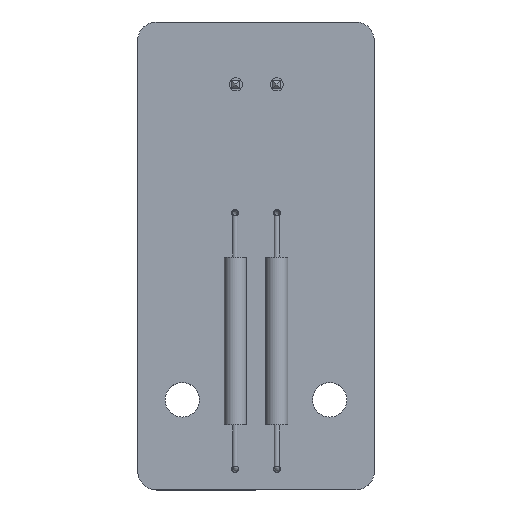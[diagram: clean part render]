
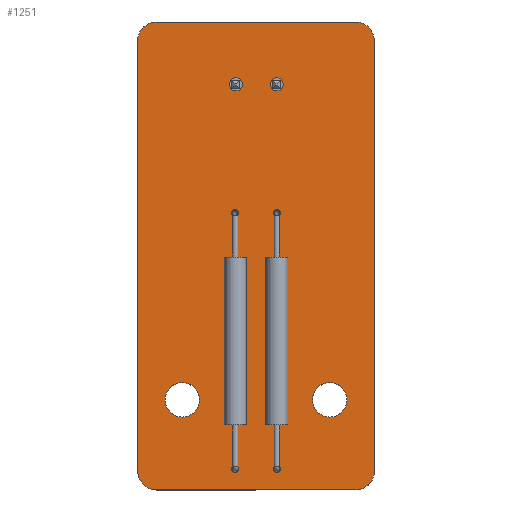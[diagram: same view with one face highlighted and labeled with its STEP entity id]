
A CAD part, top view. The second image highlights one B-rep face of the part: STEP entity #1251.
In plain terms, the highlighted planar face has unit normal (0, 0, 1).
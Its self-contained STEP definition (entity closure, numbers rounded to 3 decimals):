
#84=FACE_BOUND('',#256,.T.);
#85=FACE_BOUND('',#257,.T.);
#86=FACE_BOUND('',#258,.T.);
#87=FACE_BOUND('',#259,.T.);
#88=FACE_BOUND('',#260,.T.);
#89=FACE_BOUND('',#261,.T.);
#90=FACE_BOUND('',#262,.T.);
#91=FACE_BOUND('',#263,.T.);
#110=PLANE('',#1427);
#179=FACE_OUTER_BOUND('',#255,.T.);
#255=EDGE_LOOP('',(#963,#964,#965,#966,#967,#968,#969,#970,#971,#972,#973));
#256=EDGE_LOOP('',(#974));
#257=EDGE_LOOP('',(#975));
#258=EDGE_LOOP('',(#976));
#259=EDGE_LOOP('',(#977));
#260=EDGE_LOOP('',(#978));
#261=EDGE_LOOP('',(#979));
#262=EDGE_LOOP('',(#980));
#263=EDGE_LOOP('',(#981));
#342=LINE('',#1965,#469);
#345=LINE('',#1971,#472);
#349=LINE('',#1983,#476);
#352=LINE('',#1989,#479);
#356=LINE('',#2001,#483);
#359=LINE('',#2007,#486);
#363=LINE('',#2017,#490);
#469=VECTOR('',#1584,10.);
#472=VECTOR('',#1589,10.);
#476=VECTOR('',#1601,10.);
#479=VECTOR('',#1606,10.);
#483=VECTOR('',#1618,10.);
#486=VECTOR('',#1623,10.);
#490=VECTOR('',#1635,10.);
#585=CIRCLE('',#1385,2.1);
#587=CIRCLE('',#1388,2.1);
#590=CIRCLE('',#1392,0.8);
#592=CIRCLE('',#1395,0.425);
#594=CIRCLE('',#1398,0.425);
#596=CIRCLE('',#1401,0.425);
#598=CIRCLE('',#1404,0.8);
#600=CIRCLE('',#1407,0.425);
#602=CIRCLE('',#1410,2.286);
#604=CIRCLE('',#1415,2.286);
#606=CIRCLE('',#1420,2.286);
#608=CIRCLE('',#1425,2.286);
#621=VERTEX_POINT('',#1905);
#623=VERTEX_POINT('',#1911);
#626=VERTEX_POINT('',#1919);
#628=VERTEX_POINT('',#1925);
#630=VERTEX_POINT('',#1931);
#632=VERTEX_POINT('',#1937);
#634=VERTEX_POINT('',#1943);
#636=VERTEX_POINT('',#1949);
#639=VERTEX_POINT('',#1956);
#640=VERTEX_POINT('',#1958);
#642=VERTEX_POINT('',#1964);
#644=VERTEX_POINT('',#1970);
#646=VERTEX_POINT('',#1976);
#648=VERTEX_POINT('',#1982);
#650=VERTEX_POINT('',#1988);
#652=VERTEX_POINT('',#1994);
#654=VERTEX_POINT('',#2000);
#656=VERTEX_POINT('',#2006);
#658=VERTEX_POINT('',#2012);
#723=EDGE_CURVE('',#621,#621,#585,.T.);
#726=EDGE_CURVE('',#623,#623,#587,.T.);
#731=EDGE_CURVE('',#626,#626,#590,.T.);
#734=EDGE_CURVE('',#628,#628,#592,.T.);
#737=EDGE_CURVE('',#630,#630,#594,.T.);
#740=EDGE_CURVE('',#632,#632,#596,.T.);
#743=EDGE_CURVE('',#634,#634,#598,.T.);
#746=EDGE_CURVE('',#636,#636,#600,.T.);
#749=EDGE_CURVE('',#640,#639,#602,.T.);
#752=EDGE_CURVE('',#642,#640,#342,.T.);
#755=EDGE_CURVE('',#644,#642,#345,.T.);
#758=EDGE_CURVE('',#646,#644,#604,.T.);
#761=EDGE_CURVE('',#648,#646,#349,.T.);
#764=EDGE_CURVE('',#650,#648,#352,.T.);
#767=EDGE_CURVE('',#652,#650,#606,.T.);
#770=EDGE_CURVE('',#654,#652,#356,.T.);
#773=EDGE_CURVE('',#656,#654,#359,.T.);
#776=EDGE_CURVE('',#658,#656,#608,.T.);
#779=EDGE_CURVE('',#639,#658,#363,.T.);
#963=ORIENTED_EDGE('',*,*,#779,.T.);
#964=ORIENTED_EDGE('',*,*,#776,.T.);
#965=ORIENTED_EDGE('',*,*,#773,.T.);
#966=ORIENTED_EDGE('',*,*,#770,.T.);
#967=ORIENTED_EDGE('',*,*,#767,.T.);
#968=ORIENTED_EDGE('',*,*,#764,.T.);
#969=ORIENTED_EDGE('',*,*,#761,.T.);
#970=ORIENTED_EDGE('',*,*,#758,.T.);
#971=ORIENTED_EDGE('',*,*,#755,.T.);
#972=ORIENTED_EDGE('',*,*,#752,.T.);
#973=ORIENTED_EDGE('',*,*,#749,.T.);
#974=ORIENTED_EDGE('',*,*,#723,.T.);
#975=ORIENTED_EDGE('',*,*,#726,.T.);
#976=ORIENTED_EDGE('',*,*,#731,.T.);
#977=ORIENTED_EDGE('',*,*,#734,.T.);
#978=ORIENTED_EDGE('',*,*,#737,.T.);
#979=ORIENTED_EDGE('',*,*,#740,.T.);
#980=ORIENTED_EDGE('',*,*,#743,.T.);
#981=ORIENTED_EDGE('',*,*,#746,.T.);
#1251=ADVANCED_FACE('',(#179,#84,#85,#86,#87,#88,#89,#90,#91),#110,.T.);
#1385=AXIS2_PLACEMENT_3D('',#1906,#1519,#1520);
#1388=AXIS2_PLACEMENT_3D('',#1912,#1526,#1527);
#1392=AXIS2_PLACEMENT_3D('',#1921,#1536,#1537);
#1395=AXIS2_PLACEMENT_3D('',#1927,#1543,#1544);
#1398=AXIS2_PLACEMENT_3D('',#1933,#1550,#1551);
#1401=AXIS2_PLACEMENT_3D('',#1939,#1557,#1558);
#1404=AXIS2_PLACEMENT_3D('',#1945,#1564,#1565);
#1407=AXIS2_PLACEMENT_3D('',#1951,#1571,#1572);
#1410=AXIS2_PLACEMENT_3D('',#1959,#1578,#1579);
#1415=AXIS2_PLACEMENT_3D('',#1977,#1595,#1596);
#1420=AXIS2_PLACEMENT_3D('',#1995,#1612,#1613);
#1425=AXIS2_PLACEMENT_3D('',#2013,#1629,#1630);
#1427=AXIS2_PLACEMENT_3D('',#2018,#1636,#1637);
#1519=DIRECTION('center_axis',(0.,0.,-1.));
#1520=DIRECTION('ref_axis',(1.,0.,0.));
#1526=DIRECTION('center_axis',(0.,0.,-1.));
#1527=DIRECTION('ref_axis',(1.,0.,0.));
#1536=DIRECTION('center_axis',(0.,0.,-1.));
#1537=DIRECTION('ref_axis',(1.,0.,0.));
#1543=DIRECTION('center_axis',(0.,0.,-1.));
#1544=DIRECTION('ref_axis',(1.,0.,0.));
#1550=DIRECTION('center_axis',(0.,0.,-1.));
#1551=DIRECTION('ref_axis',(1.,0.,0.));
#1557=DIRECTION('center_axis',(0.,0.,-1.));
#1558=DIRECTION('ref_axis',(1.,0.,0.));
#1564=DIRECTION('center_axis',(0.,0.,-1.));
#1565=DIRECTION('ref_axis',(1.,0.,0.));
#1571=DIRECTION('center_axis',(0.,0.,-1.));
#1572=DIRECTION('ref_axis',(1.,0.,0.));
#1578=DIRECTION('center_axis',(0.,0.,1.));
#1579=DIRECTION('ref_axis',(-0.087,0.996,0.));
#1584=DIRECTION('',(-0.999,-0.044,0.));
#1589=DIRECTION('',(-1.,0.,0.));
#1595=DIRECTION('center_axis',(0.,0.,1.));
#1596=DIRECTION('ref_axis',(0.996,0.087,0.));
#1601=DIRECTION('',(-0.044,0.999,0.));
#1606=DIRECTION('',(0.,1.,0.));
#1612=DIRECTION('center_axis',(0.,0.,1.));
#1613=DIRECTION('ref_axis',(0.087,-0.996,0.));
#1618=DIRECTION('',(0.999,0.044,0.));
#1623=DIRECTION('',(1.,0.,0.));
#1629=DIRECTION('center_axis',(0.,0.,1.));
#1630=DIRECTION('ref_axis',(-1.,0.,0.));
#1635=DIRECTION('',(0.,-1.,0.));
#1636=DIRECTION('center_axis',(0.,0.,1.));
#1637=DIRECTION('ref_axis',(1.,0.,0.));
#1905=CARTESIAN_POINT('',(21.34,11.,1.57));
#1906=CARTESIAN_POINT('Origin',(23.44,11.,1.57));
#1911=CARTESIAN_POINT('',(3.34,11.,1.57));
#1912=CARTESIAN_POINT('Origin',(5.44,11.,1.57));
#1919=CARTESIAN_POINT('',(16.18,49.53,1.57));
#1921=CARTESIAN_POINT('Origin',(16.98,49.53,1.57));
#1925=CARTESIAN_POINT('',(16.555,33.84,1.57));
#1927=CARTESIAN_POINT('Origin',(16.98,33.84,1.57));
#1931=CARTESIAN_POINT('',(11.475,2.54,1.57));
#1933=CARTESIAN_POINT('Origin',(11.9,2.54,1.57));
#1937=CARTESIAN_POINT('',(16.555,2.54,1.57));
#1939=CARTESIAN_POINT('Origin',(16.98,2.54,1.57));
#1943=CARTESIAN_POINT('',(11.18,49.53,1.57));
#1945=CARTESIAN_POINT('Origin',(11.98,49.53,1.57));
#1949=CARTESIAN_POINT('',(11.475,33.84,1.57));
#1951=CARTESIAN_POINT('Origin',(11.9,33.84,1.57));
#1956=CARTESIAN_POINT('',(0.,54.854,1.57));
#1958=CARTESIAN_POINT('',(2.087,57.131,1.57));
#1959=CARTESIAN_POINT('Origin',(2.286,54.854,1.57));
#1964=CARTESIAN_POINT('',(2.286,57.14,1.57));
#1965=CARTESIAN_POINT('',(2.286,57.14,1.57));
#1970=CARTESIAN_POINT('',(26.594,57.14,1.57));
#1971=CARTESIAN_POINT('',(26.594,57.14,1.57));
#1976=CARTESIAN_POINT('',(28.871,55.053,1.57));
#1977=CARTESIAN_POINT('Origin',(26.594,54.854,1.57));
#1982=CARTESIAN_POINT('',(28.88,54.854,1.57));
#1983=CARTESIAN_POINT('',(28.88,54.854,1.57));
#1988=CARTESIAN_POINT('',(28.88,2.286,1.57));
#1989=CARTESIAN_POINT('',(28.88,2.286,1.57));
#1994=CARTESIAN_POINT('',(26.793,0.009,1.57));
#1995=CARTESIAN_POINT('Origin',(26.594,2.286,1.57));
#2000=CARTESIAN_POINT('',(26.594,0.,1.57));
#2001=CARTESIAN_POINT('',(26.594,0.,1.57));
#2006=CARTESIAN_POINT('',(2.286,0.,1.57));
#2007=CARTESIAN_POINT('',(2.286,0.,1.57));
#2012=CARTESIAN_POINT('',(0.,2.286,1.57));
#2013=CARTESIAN_POINT('Origin',(2.286,2.286,1.57));
#2017=CARTESIAN_POINT('',(0.,54.854,1.57));
#2018=CARTESIAN_POINT('Origin',(14.44,28.57,1.57));
